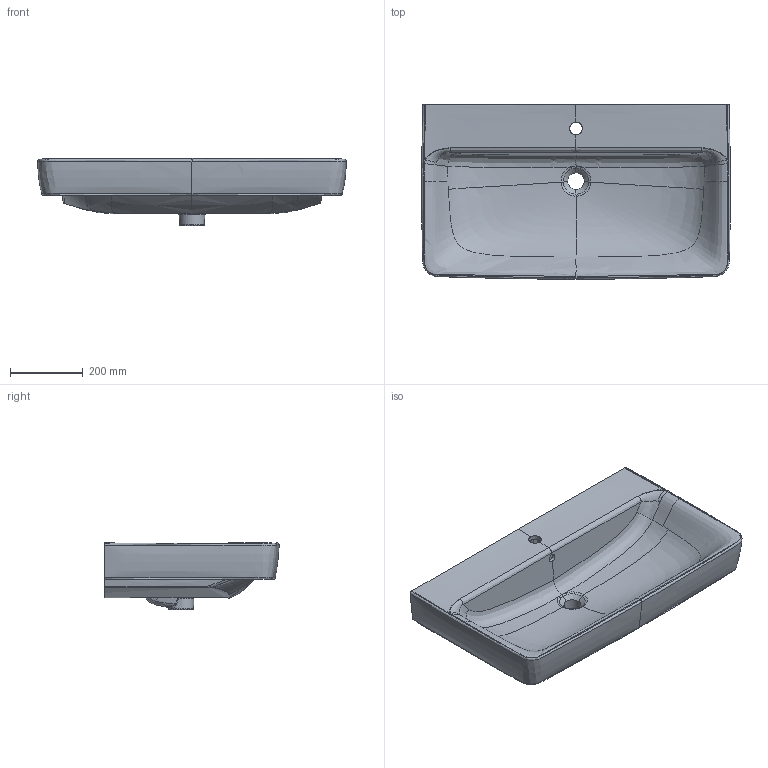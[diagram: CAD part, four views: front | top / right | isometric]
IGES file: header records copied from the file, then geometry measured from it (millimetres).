
Global section: file name: 501698; native system: Autodesk Inventor 2018; preprocessor: unknown; author: JANAN; date: 20200706.072151; units: millimetre
Bounding box: 849.23 x 480 x 184.55 mm (x, y, z)
Volume: 23661496.2 mm3; surface area: 1317670.4 mm2
Topology: 1 solids, 1 shells, 378 faces, 1066 edges, 689 vertices
Faces by surface type: bspline 378
